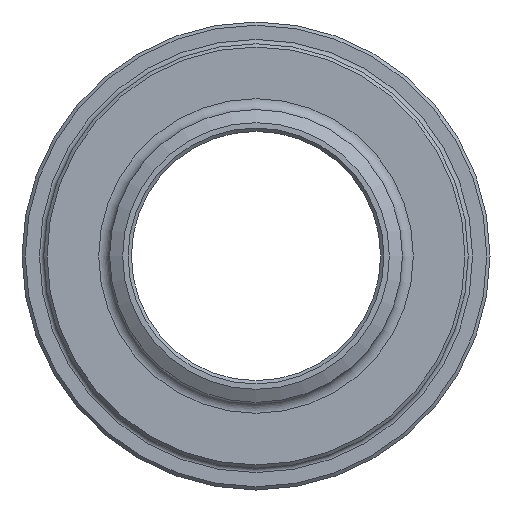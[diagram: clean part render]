
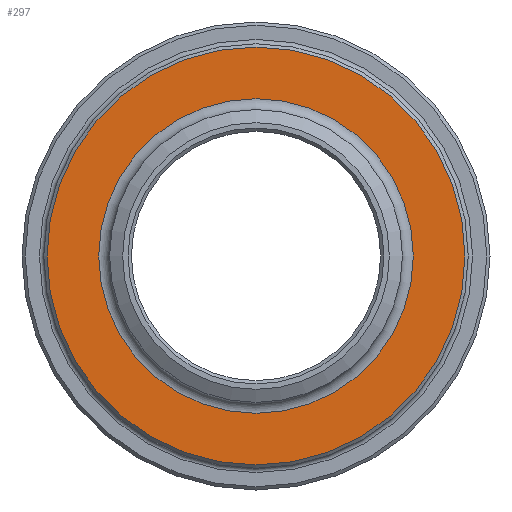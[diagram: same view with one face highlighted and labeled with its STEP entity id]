
A CAD part, left-side view. The second image highlights one B-rep face of the part: STEP entity #297.
In plain terms, the highlighted planar face has unit normal (-1, 0, 0).
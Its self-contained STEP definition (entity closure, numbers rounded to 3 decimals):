
#23=FACE_BOUND('',#55,.T.);
#28=PLANE('',#340);
#34=FACE_OUTER_BOUND('',#54,.T.);
#54=EDGE_LOOP('',(#208));
#55=EDGE_LOOP('',(#209));
#102=CIRCLE('',#339,19.2);
#103=CIRCLE('',#341,14.45);
#134=VERTEX_POINT('',#511);
#135=VERTEX_POINT('',#515);
#163=EDGE_CURVE('',#134,#134,#102,.T.);
#164=EDGE_CURVE('',#135,#135,#103,.T.);
#208=ORIENTED_EDGE('',*,*,#163,.F.);
#209=ORIENTED_EDGE('',*,*,#164,.F.);
#297=ADVANCED_FACE('',(#34,#23),#28,.T.);
#339=AXIS2_PLACEMENT_3D('',#513,#397,#398);
#340=AXIS2_PLACEMENT_3D('',#514,#399,#400);
#341=AXIS2_PLACEMENT_3D('',#516,#401,#402);
#397=DIRECTION('center_axis',(1.,0.,0.));
#398=DIRECTION('ref_axis',(0.,-1.,0.));
#399=DIRECTION('center_axis',(-1.,0.,0.));
#400=DIRECTION('ref_axis',(0.,0.,1.));
#401=DIRECTION('center_axis',(-1.,0.,0.));
#402=DIRECTION('ref_axis',(0.,-1.,0.));
#511=CARTESIAN_POINT('',(-17.5,19.2,0.));
#513=CARTESIAN_POINT('Origin',(-17.5,0.,0.));
#514=CARTESIAN_POINT('Origin',(-17.5,19.5,0.));
#515=CARTESIAN_POINT('',(-17.5,0.,14.45));
#516=CARTESIAN_POINT('Origin',(-17.5,0.,0.));
